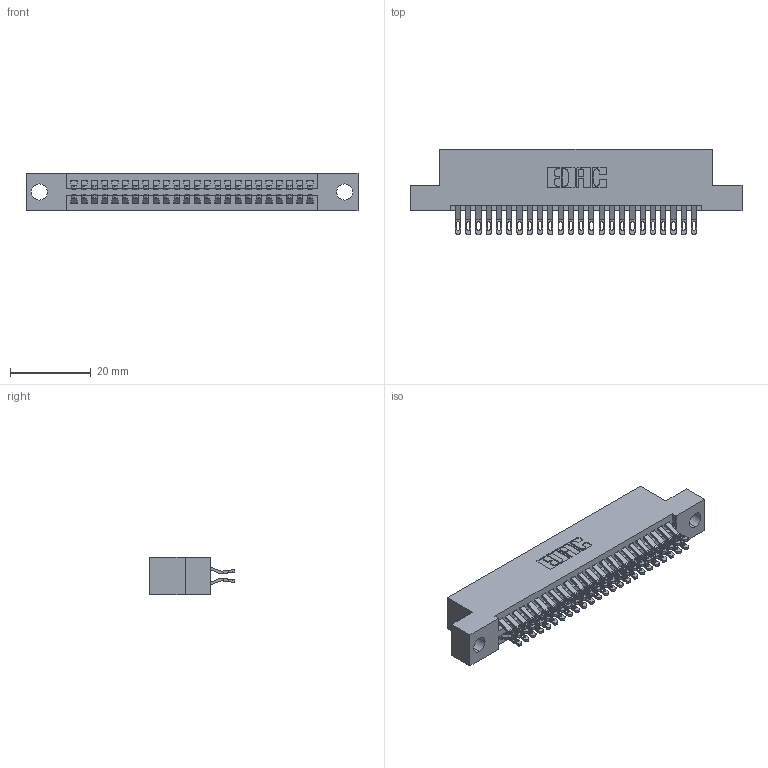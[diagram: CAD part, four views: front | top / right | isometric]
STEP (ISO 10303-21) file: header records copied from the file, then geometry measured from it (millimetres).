
FILE_DESCRIPTION (( 'STEP AP203' ), '1' );
FILE_NAME ('345-048-555-204.STEP', '2021-05-20T02:53:49', ( '' ), ( '' ), 'SwSTEP 2.0', 'SolidWorks 2020', '' );
FILE_SCHEMA (( 'CONFIG_CONTROL_DESIGN' ));
Length unit declared in the file: inch
Products named in the file (3): 345-048-555-204; 345 Part_Flush Mounting Lugs - 0.156 Dia-TI; 345-292-001_555 Tail
Assembly tree (49 placements, depth 2):
  345-048-555-204
    345 Part_Flush Mounting Lugs - 0.156 Dia-TI
    345-292-001_555 Tail  x48
Bounding box: 82.17 x 21.13 x 9.4 mm (x, y, z)
Volume: 7848.2 mm3; surface area: 11588.1 mm2
Topology: 49 solids, 49 shells, 2828 faces, 8873 edges, 5914 vertices
Faces by surface type: plane 1582, cylinder 1246
Entity records: 21999 total; most frequent: CARTESIAN_POINT 3744, ORIENTED_EDGE 3646, DIRECTION 3291, EDGE_CURVE 1823, VECTOR 1575, LINE 1575, VERTEX_POINT 1214, AXIS2_PLACEMENT_3D 858
